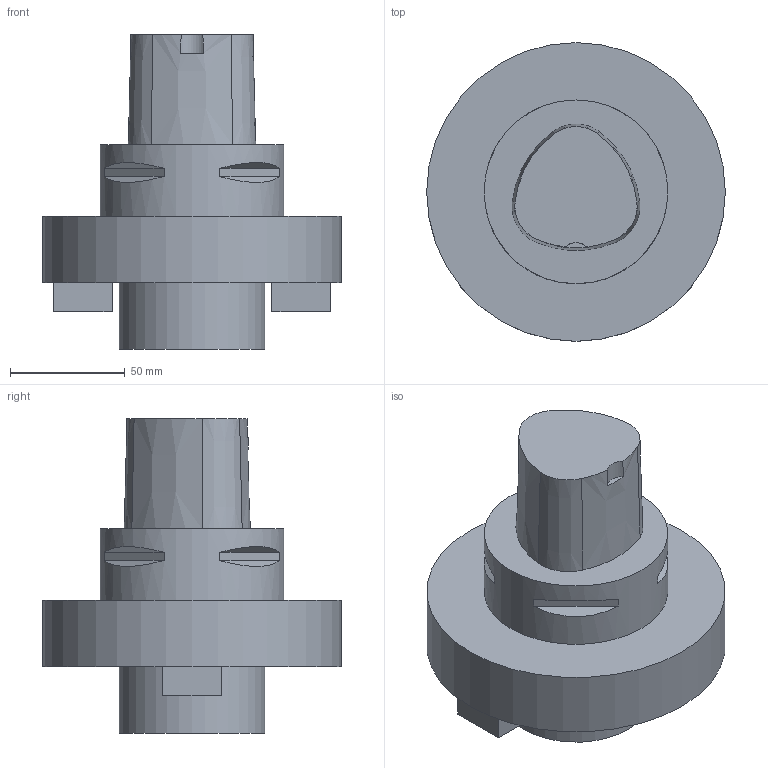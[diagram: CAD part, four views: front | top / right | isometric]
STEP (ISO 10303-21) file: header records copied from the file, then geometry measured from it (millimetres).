
FILE_DESCRIPTION(/* description */ ('3-D model version:1'),/* implementation_level */ '2;1');
FILE_NAME(/* name */ 'C8-A391.05-63060',/* time_stamp */ '2016-12-02T13:52:11',/* author */ ('InteractiveCad'),/* organization */ ('AB Sandvik Coromant'),/* preprocessor_version */ 'ST-DEVELOPER v11',/* originating_system */ 'SIEMENS UGS NX 6.0',/* authorization */ '');
FILE_SCHEMA(('AUTOMOTIVE_DESIGN'));
Length unit declared in the file: millimetre
Products named in the file (1): C8_A391.05_63060_634572172505322197_1_stp
Bounding box: 130 x 130 x 137 mm (x, y, z)
Volume: 754004.8 mm3; surface area: 62985.5 mm2
Topology: 1 solids, 1 shells, 38 faces, 82 edges, 55 vertices
Faces by surface type: plane 28, cone 6, cylinder 4
Full cylindrical faces by diameter (mm): 63.5 x1, 80 x1, 130 x1
Entity records: 1120 total; most frequent: DIRECTION 190, CARTESIAN_POINT 180, ORIENTED_EDGE 156, EDGE_CURVE 78, AXIS2_PLACEMENT_3D 72, VERTEX_POINT 54, EDGE_LOOP 50, LINE 46
